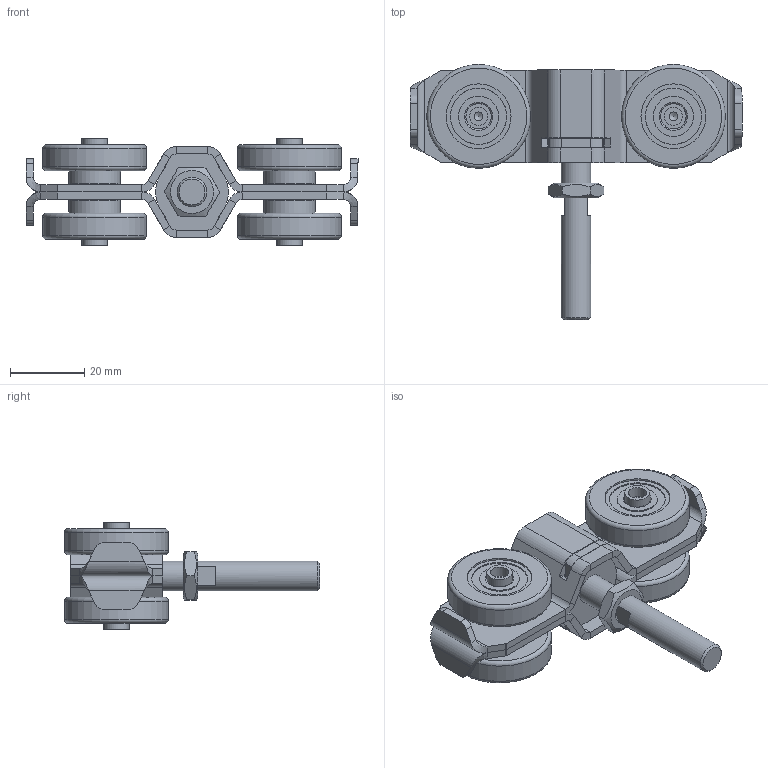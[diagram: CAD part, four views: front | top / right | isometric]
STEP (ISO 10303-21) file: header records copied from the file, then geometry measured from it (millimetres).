
FILE_DESCRIPTION(/* description */ (''),/* implementation_level */ '2;1');
FILE_NAME(/* name */ '9232NC2.stp',/* time_stamp */ '2019-08-05T15:07:12+02:00',/* author */ ('ANTHONY'),/* organization */ (''),/* preprocessor_version */ 'ST-DEVELOPER v17.2',/* originating_system */ 'Autodesk Inventor 2019',/* authorisation */ '');
FILE_SCHEMA (('AUTOMOTIVE_DESIGN { 1 0 10303 214 3 1 1 }'));
Length unit declared in the file: millimetre
Products named in the file (12): 9232NC2; 23767; 23765; 23766; 18280; 18281; GALB28N; 18038; 09071; 20874; 06007; 09093
Assembly tree (19 placements, depth 3):
  9232NC2
    23767
      23765  x2
      23766
    18280  x2
    18281  x4
    GALB28N  x4
      18038
      09071
    20874
    06007
    09093
Bounding box: 89.54 x 68.8 x 28.7 mm (x, y, z)
Volume: 31391.6 mm3; surface area: 32878.1 mm2
Topology: 20 solids, 20 shells, 515 faces, 1444 edges, 960 vertices
Faces by surface type: plane 249, cylinder 147, torus 72, sphere 24, cone 15, bspline 8
Full cylindrical faces by diameter (mm): 4.9 x4, 6.647 x1, 6.85 x4, 7 x4, 7.1 x4, 8 x1, 8.2 x1, 8.3 x1, 10.84 x16, 14 x4, 15.135 x8, 15.16 x8, 16 x1, 17.5 x8, 19 x8, 28 x4
Entity records: 8405 total; most frequent: CARTESIAN_POINT 2080, DIRECTION 1264, ORIENTED_EDGE 1204, EDGE_CURVE 602, AXIS2_PLACEMENT_3D 484, VERTEX_POINT 400, LINE 296, VECTOR 296
